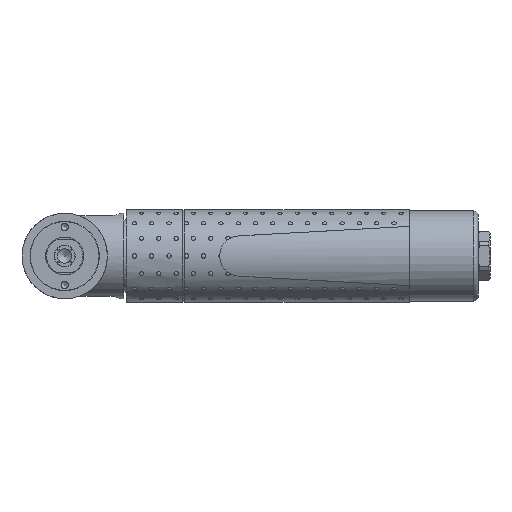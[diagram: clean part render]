
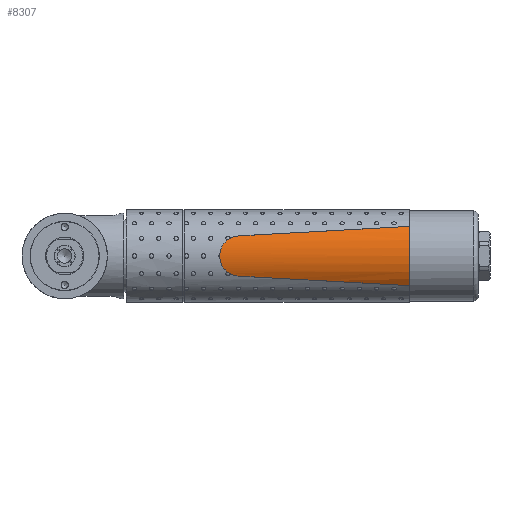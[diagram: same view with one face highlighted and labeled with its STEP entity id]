
A CAD part, front view. The second image highlights one B-rep face of the part: STEP entity #8307.
In plain terms, the highlighted cylindrical face has radius 20 mm (diameter 40 mm), a partial arc.
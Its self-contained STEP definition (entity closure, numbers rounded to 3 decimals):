
#526=CARTESIAN_POINT('',(9.,-15.612,12.5));
#527=VERTEX_POINT('',#526);
#534=CARTESIAN_POINT('',(9.,-15.612,-12.5));
#535=VERTEX_POINT('',#534);
#536=CARTESIAN_POINT('',(9.,0.,0.));
#537=DIRECTION('',(-1.0,0.0,0.0));
#538=DIRECTION('',(0.0,-0.781,0.625));
#539=AXIS2_PLACEMENT_3D('',#536,#537,#538);
#540=CIRCLE('',#539,20.);
#541=EDGE_CURVE('',#535,#527,#540,.T.);
#8248=CARTESIAN_POINT('',(-62.973,-18.11,8.487));
#8249=VERTEX_POINT('',#8248);
#8250=CARTESIAN_POINT('',(-215.177,0.,0.));
#8251=DIRECTION('',(0.056,0.,-0.998));
#8252=DIRECTION('',(0.998,0.,0.056));
#8253=AXIS2_PLACEMENT_3D('',#8250,#8251,#8252);
#8254=ELLIPSE('',#8253,359.241,20.0);
#8255=EDGE_CURVE('',#527,#8249,#8254,.T.);
#8268=CARTESIAN_POINT('',(9.,0.,0.));
#8269=DIRECTION('',(-1.0,0.0,0.0));
#8270=DIRECTION('',(0.0,-0.781,0.625));
#8271=AXIS2_PLACEMENT_3D('',#8268,#8269,#8270);
#8272=CYLINDRICAL_SURFACE('',#8271,20.);
#8273=CARTESIAN_POINT('',(-62.973,-18.11,-8.487));
#8274=VERTEX_POINT('',#8273);
#8275=CARTESIAN_POINT('',(-215.177,0.,0.));
#8276=DIRECTION('',(0.056,0.,0.998));
#8277=DIRECTION('',(-0.998,0.,0.056));
#8278=AXIS2_PLACEMENT_3D('',#8275,#8276,#8277);
#8279=ELLIPSE('',#8278,359.241,20.0);
#8280=EDGE_CURVE('',#8274,#535,#8279,.T.);
#8281=ORIENTED_EDGE('',*,*,#8280,.T.);
#8282=ORIENTED_EDGE('',*,*,#541,.T.);
#8283=ORIENTED_EDGE('',*,*,#8255,.T.);
#8284=CARTESIAN_POINT('',(-62.973,-18.11,8.487));
#8285=CARTESIAN_POINT('',(-63.912,-18.135,8.434));
#8286=CARTESIAN_POINT('',(-64.878,-18.238,8.218));
#8287=CARTESIAN_POINT('',(-66.816,-18.583,7.409));
#8288=CARTESIAN_POINT('',(-67.763,-18.84,6.758));
#8289=CARTESIAN_POINT('',(-69.257,-19.311,5.264));
#8290=CARTESIAN_POINT('',(-69.909,-19.557,4.317));
#8291=CARTESIAN_POINT('',(-70.781,-19.904,2.226));
#8292=CARTESIAN_POINT('',(-71.,-20.,1.082));
#8293=CARTESIAN_POINT('',(-71.,-20.,-1.082));
#8294=CARTESIAN_POINT('',(-70.781,-19.904,-2.226));
#8295=CARTESIAN_POINT('',(-69.909,-19.557,-4.317));
#8296=CARTESIAN_POINT('',(-69.257,-19.311,-5.264));
#8297=CARTESIAN_POINT('',(-67.763,-18.84,-6.758));
#8298=CARTESIAN_POINT('',(-66.816,-18.583,-7.409));
#8299=CARTESIAN_POINT('',(-64.878,-18.238,-8.218));
#8300=CARTESIAN_POINT('',(-63.912,-18.135,-8.434));
#8301=CARTESIAN_POINT('',(-62.973,-18.11,-8.487));
#8302=B_SPLINE_CURVE_WITH_KNOTS('',3,(#8284,#8285,#8286,#8287,#8288,#8289,#8290,#8291,#8292,#8293,#8294,#8295,#8296,#8297,#8298,#8299,#8300,#8301),.UNSPECIFIED.,.F.,.U.,(4,2,2,2,2,2,2,2,4),(-2.551,-2.273,-1.948,-1.623,-1.299,-0.974,-0.65,-0.325,-0.047),.UNSPECIFIED.);
#8303=EDGE_CURVE('',#8249,#8274,#8302,.T.);
#8304=ORIENTED_EDGE('',*,*,#8303,.T.);
#8305=EDGE_LOOP('',(#8281,#8282,#8283,#8304));
#8306=FACE_OUTER_BOUND('',#8305,.T.);
#8307=ADVANCED_FACE('',(#8306),#8272,.T.);
